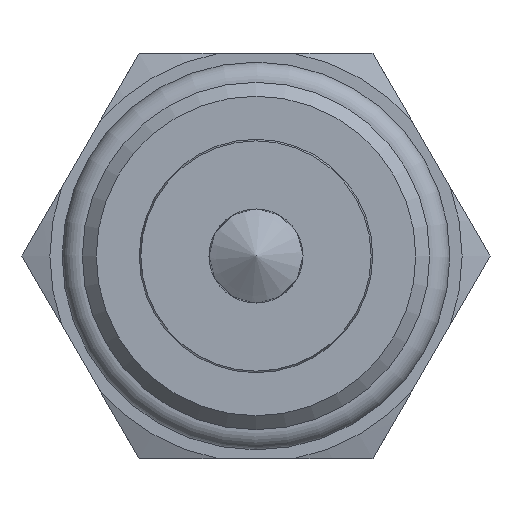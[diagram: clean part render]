
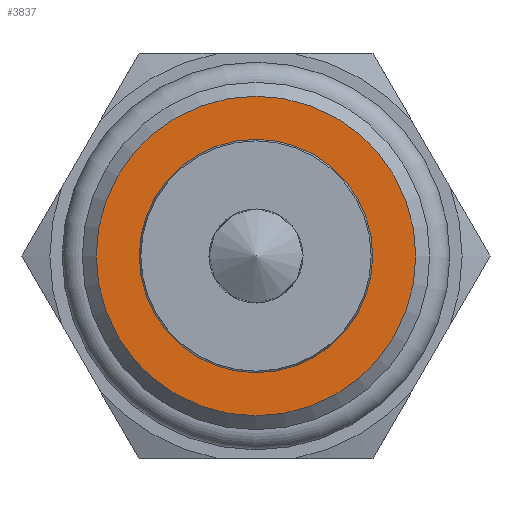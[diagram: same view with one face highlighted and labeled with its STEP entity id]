
A CAD part, left-side view. The second image highlights one B-rep face of the part: STEP entity #3837.
In plain terms, the highlighted planar face has unit normal (-1, 0, 0).
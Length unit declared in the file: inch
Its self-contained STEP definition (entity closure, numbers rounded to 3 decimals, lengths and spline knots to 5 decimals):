
#3795=CARTESIAN_POINT('',(-0.4,0.345,0.));
#3796=VERTEX_POINT('',#3795);
#3797=CARTESIAN_POINT('',(-0.4,0.0,0.0));
#3798=DIRECTION('',(1.0,0.0,0.0));
#3799=DIRECTION('',(0.0,-1.0,0.0));
#3800=AXIS2_PLACEMENT_3D('',#3797,#3798,#3799);
#3801=CIRCLE('',#3800,0.345);
#3802=EDGE_CURVE('',#3796,#3796,#3801,.T.);
#3818=CARTESIAN_POINT('',(-0.4,0.31175,0.0));
#3819=DIRECTION('',(-1.0,0.0,0.0));
#3820=DIRECTION('',(0.0,0.0,1.0));
#3821=AXIS2_PLACEMENT_3D('',#3818,#3819,#3820);
#3822=PLANE('',#3821);
#3823=ORIENTED_EDGE('',*,*,#3802,.F.);
#3824=EDGE_LOOP('',(#3823));
#3825=FACE_OUTER_BOUND('',#3824,.T.);
#3826=CARTESIAN_POINT('',(-0.4,0.2485,0.0));
#3827=VERTEX_POINT('',#3826);
#3828=CARTESIAN_POINT('',(-0.4,0.0,0.0));
#3829=DIRECTION('',(1.0,0.0,0.0));
#3830=DIRECTION('',(0.0,1.0,0.0));
#3831=AXIS2_PLACEMENT_3D('',#3828,#3829,#3830);
#3832=CIRCLE('',#3831,0.2485);
#3833=EDGE_CURVE('',#3827,#3827,#3832,.T.);
#3834=ORIENTED_EDGE('',*,*,#3833,.T.);
#3835=EDGE_LOOP('',(#3834));
#3836=FACE_BOUND('',#3835,.T.);
#3837=ADVANCED_FACE('',(#3825,#3836),#3822,.T.);
